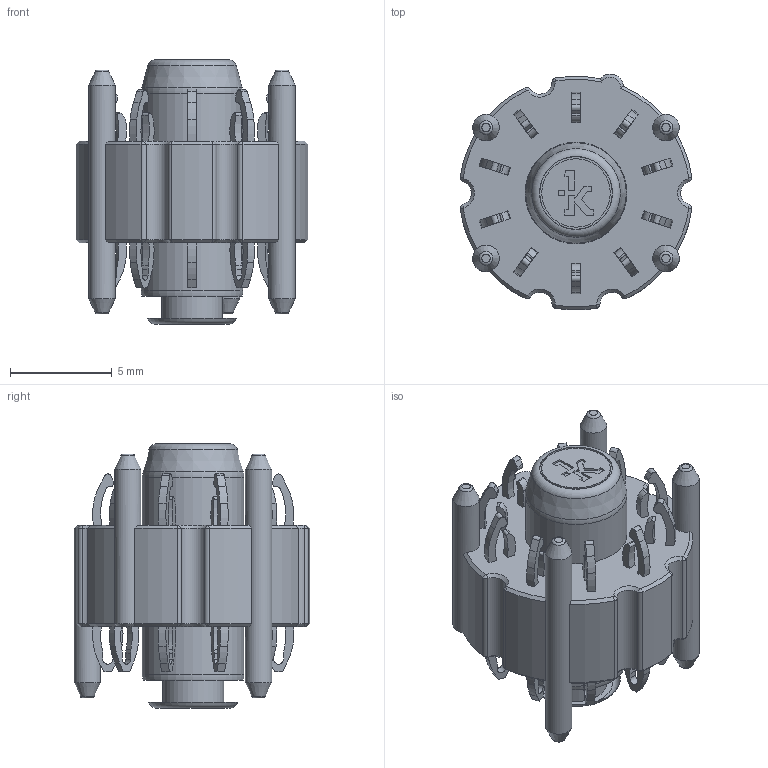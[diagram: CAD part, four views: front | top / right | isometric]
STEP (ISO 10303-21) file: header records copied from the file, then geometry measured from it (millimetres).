
FILE_DESCRIPTION(/* description */ (''),/* implementation_level */ '2;1');
FILE_NAME(/* name */ 'B2B-Power-KON_45.010.111.05.01 v1.step',/* time_stamp */ '2024-04-09T10:30:27+02:00',/* author */ (''),/* organization */ (''),/* preprocessor_version */ 'ST-DEVELOPER v20',/* originating_system */ 'Autodesk Translation Framework v12.20.1.177',/* authorisation */ '');
FILE_SCHEMA (('AUTOMOTIVE_DESIGN { 1 0 10303 214 3 1 1 }'));
Length unit declared in the file: metre
Products named in the file (3): B2B-Power-KON_45.010.111.05.01; B2B-Power 10p_5mm; B2B-Power 10p_5mm (1)
Assembly tree (2 placements, depth 3):
  B2B-Power-KON_45.010.111.05.01
    B2B-Power 10p_5mm
      B2B-Power 10p_5mm (1)
Bounding box: 11.4 x 11.59 x 13 mm (x, y, z)
Volume: 618.9 mm3; surface area: 836.5 mm2
Topology: 1 solids, 1 shells, 483 faces, 1296 edges, 844 vertices
Faces by surface type: cylinder 225, plane 184, cone 62, torus 11, bspline 1
Full cylindrical faces by diameter (mm): 1.3 x5, 3 x1, 3.367 x1, 3.566 x1, 5 x2
Entity records: 15454 total; most frequent: DIRECTION 2807, CARTESIAN_POINT 2753, ORIENTED_EDGE 2592, EDGE_CURVE 1296, AXIS2_PLACEMENT_3D 1043, VERTEX_POINT 844, LINE 721, VECTOR 721
